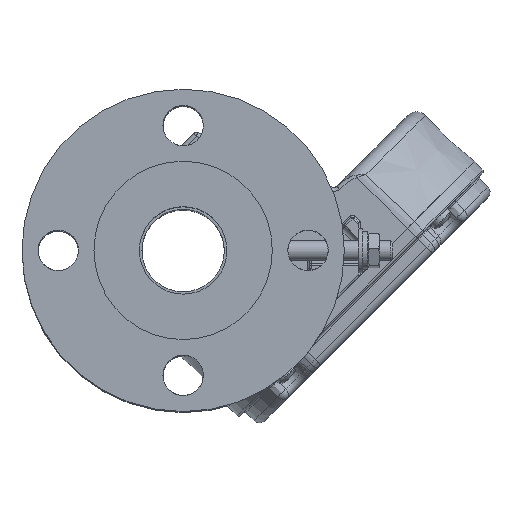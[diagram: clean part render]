
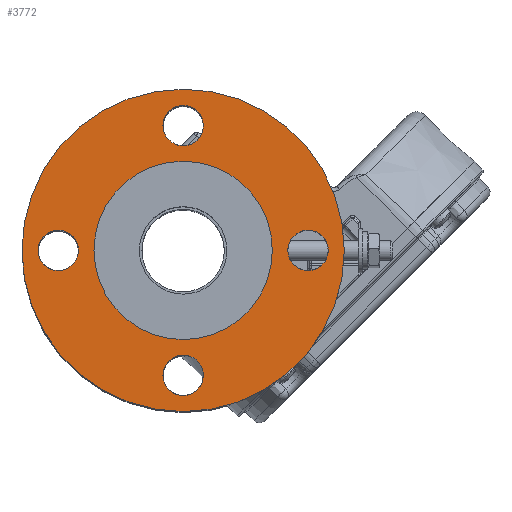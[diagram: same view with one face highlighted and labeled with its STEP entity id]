
A CAD part, top view. The second image highlights one B-rep face of the part: STEP entity #3772.
In plain terms, the highlighted planar face has unit normal (0, 0, 1).
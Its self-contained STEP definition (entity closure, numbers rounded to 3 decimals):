
#3772=ADVANCED_FACE('',(#4177,#4178,#4179,#4180,#4181,#4182),#3964,.T.);
#3964=PLANE('',#14257);
#4177=FACE_BOUND('',#5131,.T.);
#4178=FACE_BOUND('',#5132,.T.);
#4179=FACE_BOUND('',#5133,.T.);
#4180=FACE_BOUND('',#5134,.T.);
#4181=FACE_BOUND('',#5135,.T.);
#4182=FACE_BOUND('',#5136,.T.);
#5131=EDGE_LOOP('',(#8747));
#5132=EDGE_LOOP('',(#8748));
#5133=EDGE_LOOP('',(#8749));
#5134=EDGE_LOOP('',(#8750));
#5135=EDGE_LOOP('',(#8751));
#5136=EDGE_LOOP('',(#8752));
#8747=ORIENTED_EDGE('',*,*,#11683,.T.);
#8748=ORIENTED_EDGE('',*,*,#11684,.T.);
#8749=ORIENTED_EDGE('',*,*,#11685,.T.);
#8750=ORIENTED_EDGE('',*,*,#11686,.T.);
#8751=ORIENTED_EDGE('',*,*,#11687,.F.);
#8752=ORIENTED_EDGE('',*,*,#11688,.F.);
#9875=VERTEX_POINT('',#37139);
#9876=VERTEX_POINT('',#37141);
#9877=VERTEX_POINT('',#37143);
#9878=VERTEX_POINT('',#37145);
#9879=VERTEX_POINT('',#37147);
#9880=VERTEX_POINT('',#37149);
#11683=EDGE_CURVE('',#9875,#9875,#12592,.T.);
#11684=EDGE_CURVE('',#9876,#9876,#12593,.T.);
#11685=EDGE_CURVE('',#9877,#9877,#12594,.T.);
#11686=EDGE_CURVE('',#9878,#9878,#12595,.T.);
#11687=EDGE_CURVE('',#9879,#9879,#12596,.T.);
#11688=EDGE_CURVE('',#9880,#9880,#12597,.T.);
#12592=CIRCLE('',#14251,7.95);
#12593=CIRCLE('',#14252,7.95);
#12594=CIRCLE('',#14253,7.95);
#12595=CIRCLE('',#14254,7.95);
#12596=CIRCLE('',#14255,35.15);
#12597=CIRCLE('',#14256,63.5);
#14251=AXIS2_PLACEMENT_3D('',#37138,#18145,#18146);
#14252=AXIS2_PLACEMENT_3D('',#37140,#18147,#18148);
#14253=AXIS2_PLACEMENT_3D('',#37142,#18149,#18150);
#14254=AXIS2_PLACEMENT_3D('',#37144,#18151,#18152);
#14255=AXIS2_PLACEMENT_3D('',#37146,#18153,#18154);
#14256=AXIS2_PLACEMENT_3D('',#37148,#18155,#18156);
#14257=AXIS2_PLACEMENT_3D('',#37150,#18157,#18158);
#18145=DIRECTION('',(0.,0.,-1.));
#18146=DIRECTION('',(-0.707,-0.707,0.));
#18147=DIRECTION('',(0.,0.,-1.));
#18148=DIRECTION('',(0.707,-0.707,0.));
#18149=DIRECTION('',(0.,0.,-1.));
#18150=DIRECTION('',(0.707,0.707,0.));
#18151=DIRECTION('',(0.,0.,-1.));
#18152=DIRECTION('',(-0.707,0.707,0.));
#18153=DIRECTION('',(0.,0.,1.));
#18154=DIRECTION('',(1.,0.,0.));
#18155=DIRECTION('',(0.,0.,-1.));
#18156=DIRECTION('',(-1.,0.,0.));
#18157=DIRECTION('',(0.,0.,1.));
#18158=DIRECTION('',(-1.,0.,0.));
#37138=CARTESIAN_POINT('',(-1.588,49.2,185.413));
#37139=CARTESIAN_POINT('',(-7.209,43.579,185.413));
#37140=CARTESIAN_POINT('',(-50.788,0.,185.413));
#37141=CARTESIAN_POINT('',(-45.166,-5.621,185.413));
#37142=CARTESIAN_POINT('',(-1.588,-49.2,185.413));
#37143=CARTESIAN_POINT('',(4.034,-43.579,185.413));
#37144=CARTESIAN_POINT('',(47.613,0.,185.413));
#37145=CARTESIAN_POINT('',(41.991,5.621,185.413));
#37146=CARTESIAN_POINT('',(-1.588,0.,185.413));
#37147=CARTESIAN_POINT('',(33.563,0.,185.413));
#37148=CARTESIAN_POINT('',(-1.588,0.,185.413));
#37149=CARTESIAN_POINT('',(-65.088,0.,185.413));
#37150=CARTESIAN_POINT('',(-1.588,0.,185.413));
